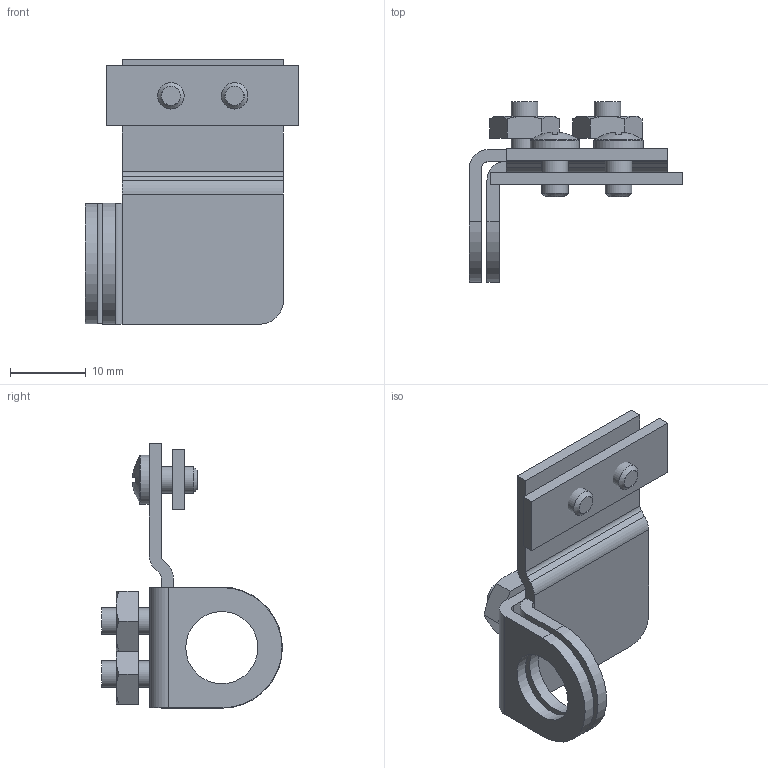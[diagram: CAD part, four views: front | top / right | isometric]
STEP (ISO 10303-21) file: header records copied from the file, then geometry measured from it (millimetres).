
FILE_DESCRIPTION (( 'STEP AP214' ), '1' );
FILE_NAME ('14PLKS16.STEP', '2019-09-13T17:14:00', ( '' ), ( '' ), 'SwSTEP 2.0', 'SolidWorks 2018', '' );
FILE_SCHEMA (( 'AUTOMOTIVE_DESIGN' ));
Length unit declared in the file: inch
Products named in the file (1): 14PLKS16
Bounding box: 28.23 x 23.88 x 34.92 mm (x, y, z)
Volume: 3132.6 mm3; surface area: 4880.2 mm2
Topology: 7 solids, 7 shells, 131 faces, 299 edges, 194 vertices
Faces by surface type: plane 80, cylinder 33, cone 14, bspline 4
Full cylindrical faces by diameter (mm): 2.482 x2, 2.532 x2, 2.647 x2, 3.099 x2, 3.454 x2, 3.505 x6, 4.928 x2, 6.502 x2, 9.525 x2
Entity records: 5456 total; most frequent: CARTESIAN_POINT 795, DIRECTION 573, ORIENTED_EDGE 538, EDGE_CURVE 269, AXIS2_PLACEMENT_3D 216, VERTEX_POINT 190, EDGE_LOOP 185, FACE_OUTER_BOUND 155
